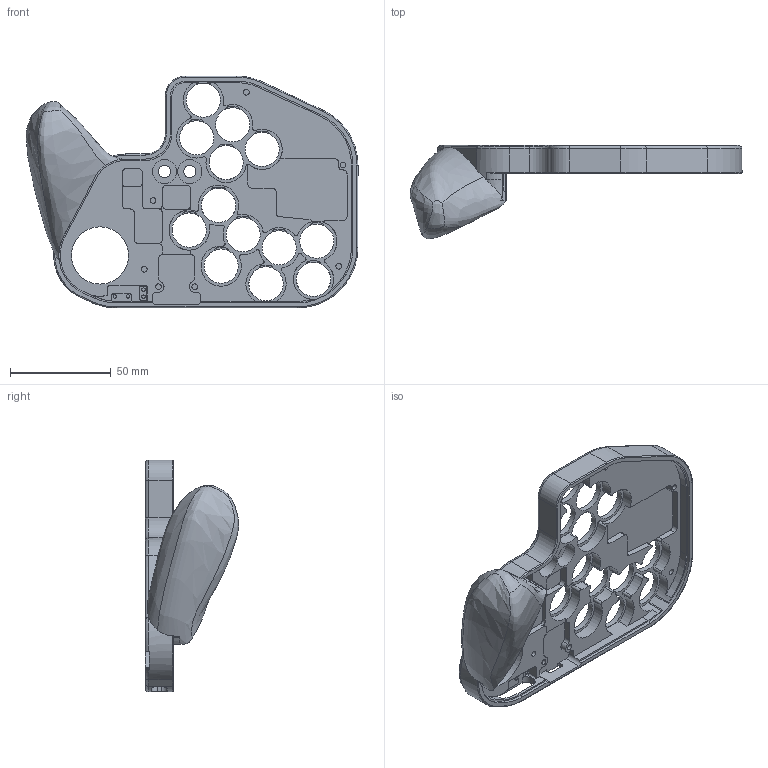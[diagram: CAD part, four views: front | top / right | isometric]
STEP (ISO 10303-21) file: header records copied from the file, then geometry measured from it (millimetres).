
FILE_DESCRIPTION(/* description */ (''),/* implementation_level */ '2;1');
FILE_NAME(/* name */ 'case.step',/* time_stamp */ '2023-12-27T21:23:18-05:00',/* author */ (''),/* organization */ (''),/* preprocessor_version */ 'ST-DEVELOPER v20',/* originating_system */ 'Autodesk Translation Framework v12.14.0.127',/* authorisation */ '');
FILE_SCHEMA (('AUTOMOTIVE_DESIGN { 1 0 10303 214 3 1 1 }'));
Length unit declared in the file: millimetre
Products named in the file (2): Tadpole Case V3; Case
Assembly tree (1 placements, depth 2):
  Tadpole Case V3
    Case
Bounding box: 164.72 x 46.54 x 115 mm (x, y, z)
Volume: 114986 mm3; surface area: 43204.6 mm2
Topology: 1 solids, 1 shells, 413 faces, 1129 edges, 737 vertices
Faces by surface type: cylinder 212, plane 157, bspline 18, torus 17, cone 9
Full cylindrical faces by diameter (mm): 1.8 x4, 2.8 x7, 5.3 x8, 6 x2, 12 x2, 17 x13, 28.4 x1
Entity records: 14632 total; most frequent: CARTESIAN_POINT 3777, DIRECTION 2338, ORIENTED_EDGE 2250, EDGE_CURVE 1125, AXIS2_PLACEMENT_3D 885, VERTEX_POINT 735, LINE 568, VECTOR 568
